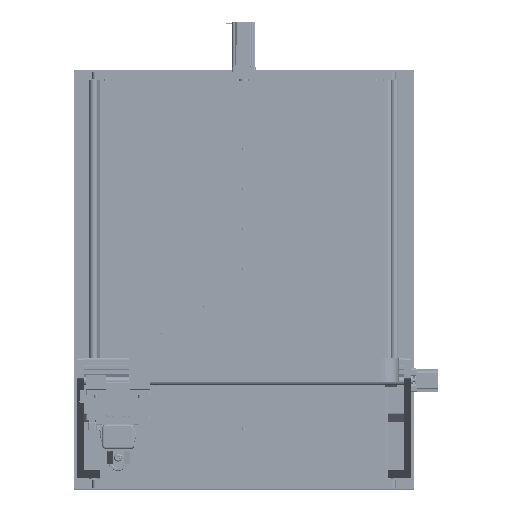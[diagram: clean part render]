
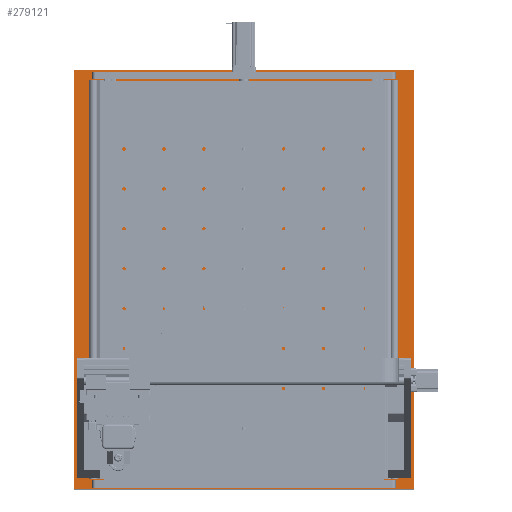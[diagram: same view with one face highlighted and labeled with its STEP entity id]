
A CAD part, top view. The second image highlights one B-rep face of the part: STEP entity #279121.
In plain terms, the highlighted planar face has unit normal (0, 0, 1).
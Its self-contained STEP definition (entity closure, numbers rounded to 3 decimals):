
#279012 = VERTEX_POINT('',#279013);
#279013 = CARTESIAN_POINT('',(-75.,-22.5,-80.));
#279019 = EDGE_CURVE('',#279020,#279012,#279022,.T.);
#279020 = VERTEX_POINT('',#279021);
#279021 = CARTESIAN_POINT('',(-75.,1027.5,-80.));
#279022 = LINE('',#279023,#279024);
#279023 = CARTESIAN_POINT('',(-75.,1027.5,-80.));
#279024 = VECTOR('',#279025,1.);
#279025 = DIRECTION('',(0.,-1.,0.));
#279050 = VERTEX_POINT('',#279051);
#279051 = CARTESIAN_POINT('',(775.,-22.5,-80.));
#279057 = EDGE_CURVE('',#279012,#279050,#279058,.T.);
#279058 = LINE('',#279059,#279060);
#279059 = CARTESIAN_POINT('',(-75.,-22.5,-80.));
#279060 = VECTOR('',#279061,1.);
#279061 = DIRECTION('',(1.,0.,0.));
#279081 = VERTEX_POINT('',#279082);
#279082 = CARTESIAN_POINT('',(775.,1027.5,-80.));
#279088 = EDGE_CURVE('',#279050,#279081,#279089,.T.);
#279089 = LINE('',#279090,#279091);
#279090 = CARTESIAN_POINT('',(775.,-22.5,-80.));
#279091 = VECTOR('',#279092,1.);
#279092 = DIRECTION('',(0.,1.,0.));
#279110 = EDGE_CURVE('',#279081,#279020,#279111,.T.);
#279111 = LINE('',#279112,#279113);
#279112 = CARTESIAN_POINT('',(775.,1027.5,-80.));
#279113 = VECTOR('',#279114,1.);
#279114 = DIRECTION('',(-1.,0.,0.));
#279121 = ADVANCED_FACE('',(#279122),#279128,.T.);
#279122 = FACE_BOUND('',#279123,.T.);
#279123 = EDGE_LOOP('',(#279124,#279125,#279126,#279127));
#279124 = ORIENTED_EDGE('',*,*,#279019,.T.);
#279125 = ORIENTED_EDGE('',*,*,#279057,.T.);
#279126 = ORIENTED_EDGE('',*,*,#279088,.T.);
#279127 = ORIENTED_EDGE('',*,*,#279110,.T.);
#279128 = PLANE('',#279129);
#279129 = AXIS2_PLACEMENT_3D('',#279130,#279131,#279132);
#279130 = CARTESIAN_POINT('',(-75.,-22.5,-80.));
#279131 = DIRECTION('',(0.,0.,1.));
#279132 = DIRECTION('',(1.,0.,0.));
